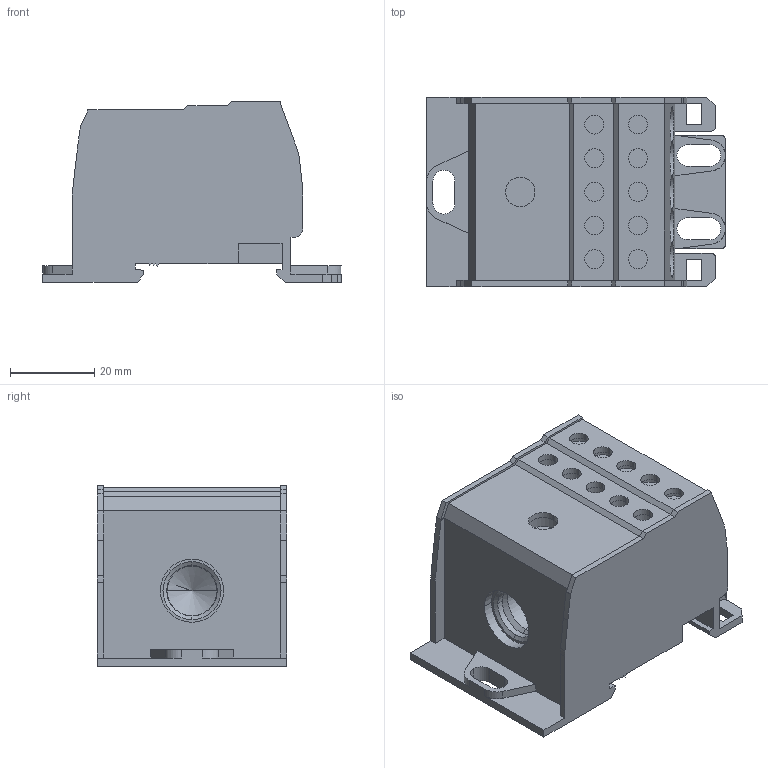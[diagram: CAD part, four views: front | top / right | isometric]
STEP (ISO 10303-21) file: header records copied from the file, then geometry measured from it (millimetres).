
FILE_DESCRIPTION (( 'STEP AP203' ), '1' );
FILE_NAME ('38674.step', '2024-07-23T19:30:40', ( '' ), ( '' ), 'SwSTEP 2.0', 'SolidWorks 2023', '' );
FILE_SCHEMA (( 'CONFIG_CONTROL_DESIGN' ));
Length unit declared in the file: inch
Products named in the file (1): 38674
Bounding box: 71 x 45 x 43 mm (x, y, z)
Volume: 69524 mm3; surface area: 22799.6 mm2
Topology: 1 solids, 5 shells, 361 faces, 953 edges, 609 vertices
Faces by surface type: plane 194, cylinder 121, cone 46
Entity records: 11166 total; most frequent: CARTESIAN_POINT 2011, DIRECTION 1936, ORIENTED_EDGE 1862, EDGE_CURVE 931, AXIS2_PLACEMENT_3D 665, VERTEX_POINT 609, VECTOR 606, LINE 606
